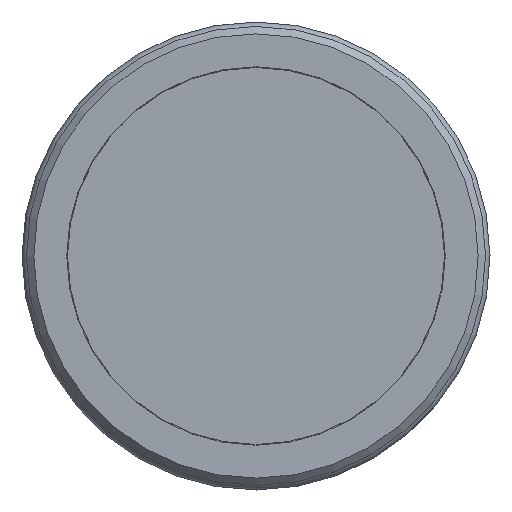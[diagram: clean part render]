
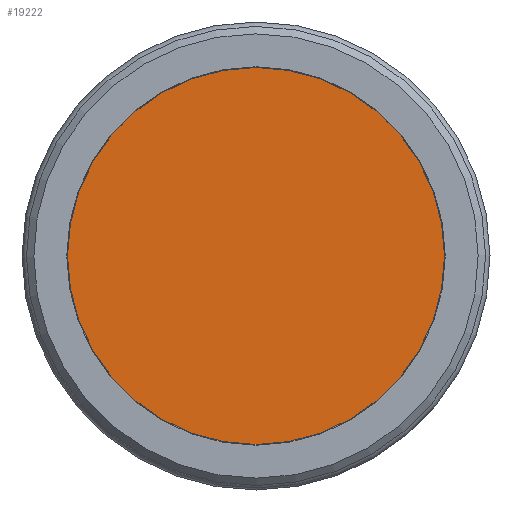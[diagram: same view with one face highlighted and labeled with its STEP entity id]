
A CAD part, left-side view. The second image highlights one B-rep face of the part: STEP entity #19222.
In plain terms, the highlighted planar face has unit normal (-1, 0, 0).
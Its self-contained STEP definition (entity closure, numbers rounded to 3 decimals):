
#884=PLANE('',#20711);
#1695=FACE_OUTER_BOUND('',#2837,.T.);
#2837=EDGE_LOOP('',(#16444));
#3726=CIRCLE('',#20669,25.45);
#8680=VERTEX_POINT('',#50883);
#11333=EDGE_CURVE('',#8680,#8680,#3726,.T.);
#16444=ORIENTED_EDGE('',*,*,#11333,.T.);
#19222=ADVANCED_FACE('',(#1695),#884,.T.);
#20669=AXIS2_PLACEMENT_3D('',#50884,#23564,#23565);
#20711=AXIS2_PLACEMENT_3D('',#53654,#23656,#23657);
#23564=DIRECTION('center_axis',(-1.,0.,0.));
#23565=DIRECTION('ref_axis',(0.,-0.003,1.));
#23656=DIRECTION('center_axis',(-1.,0.,0.));
#23657=DIRECTION('ref_axis',(0.,0.,1.));
#50883=CARTESIAN_POINT('',(-33.5,0.067,-25.45));
#50884=CARTESIAN_POINT('Origin',(-33.5,0.,
0.));
#53654=CARTESIAN_POINT('Origin',(-33.5,30.,0.));
